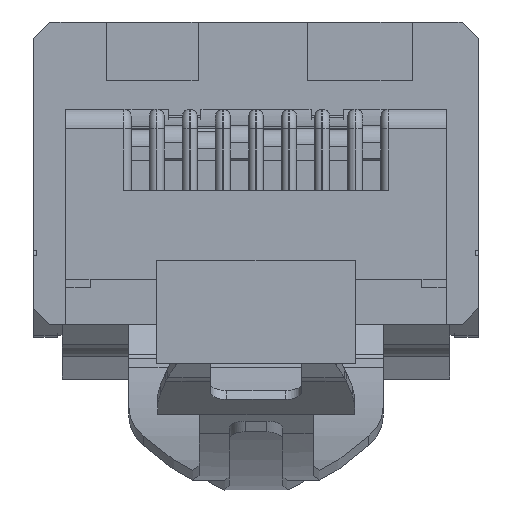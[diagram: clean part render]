
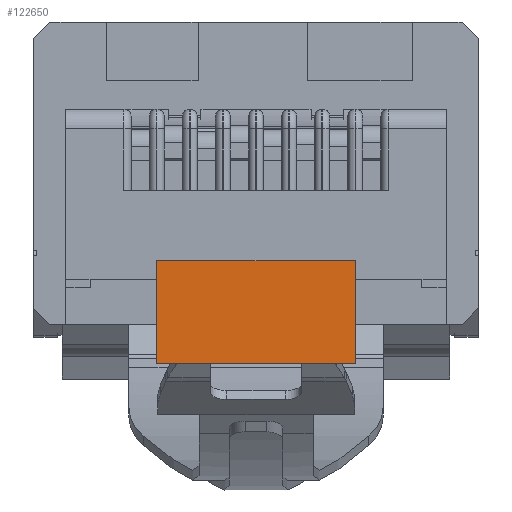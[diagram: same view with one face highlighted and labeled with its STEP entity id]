
A CAD part, front view. The second image highlights one B-rep face of the part: STEP entity #122650.
In plain terms, the highlighted face is planar.
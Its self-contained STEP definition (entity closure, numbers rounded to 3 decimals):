
#57900=CARTESIAN_POINT('',(-43.947,2.928,
14.02));
#57910=VERTEX_POINT('',#57900);
#57940=CARTESIAN_POINT('',(-43.947,-1.693,
14.02));
#57950=DIRECTION('',(0.,1.,0.));
#57960=VECTOR('',#57950,1.);
#57970=LINE('',#57940,#57960);
#57980=CARTESIAN_POINT('',(-43.947,-0.222,
14.02));
#57990=VERTEX_POINT('',#57980);
#58000=EDGE_CURVE('',#57990,#57910,#57970,.T.);
#80220=CARTESIAN_POINT('',(-50.042,2.928,
14.02));
#80230=VERTEX_POINT('',#80220);
#80260=CARTESIAN_POINT('',(-21.195,2.928,
14.02));
#80270=DIRECTION('',(1.,0.,0.));
#80280=VECTOR('',#80270,1.);
#80290=LINE('',#80260,#80280);
#80300=EDGE_CURVE('',#80230,#57910,#80290,.T.);
#107980=CARTESIAN_POINT('',(-50.042,-0.222,
14.02));
#107990=VERTEX_POINT('',#107980);
#108020=CARTESIAN_POINT('',(-50.042,-3.012,
14.02));
#108030=DIRECTION('',(0.,1.,0.));
#108040=VECTOR('',#108030,1.);
#108050=LINE('',#108020,#108040);
#108060=EDGE_CURVE('',#107990,#80230,#108050,.T.);
#112510=CARTESIAN_POINT('',(-21.195,-0.222,
14.02));
#112520=DIRECTION('',(-1.,0.,0.));
#112530=VECTOR('',#112520,1.);
#112540=LINE('',#112510,#112530);
#112550=EDGE_CURVE('',#57990,#107990,#112540,.T.);
#122540=CARTESIAN_POINT('',(-46.994,2.268,
14.02));
#122550=DIRECTION('',(0.,0.,-1.));
#122560=DIRECTION('',(0.,-1.,0.));
#122570=AXIS2_PLACEMENT_3D('',#122540,#122550,#122560);
#122580=PLANE('',#122570);
#122590=ORIENTED_EDGE('',*,*,#108060,.T.);
#122600=ORIENTED_EDGE('',*,*,#112550,.T.);
#122610=ORIENTED_EDGE('',*,*,#58000,.F.);
#122620=ORIENTED_EDGE('',*,*,#80300,.T.);
#122630=EDGE_LOOP('',(#122620,#122610,#122600,#122590));
#122640=FACE_OUTER_BOUND('',#122630,.T.);
#122650=ADVANCED_FACE('',(#122640),#122580,.T.);
